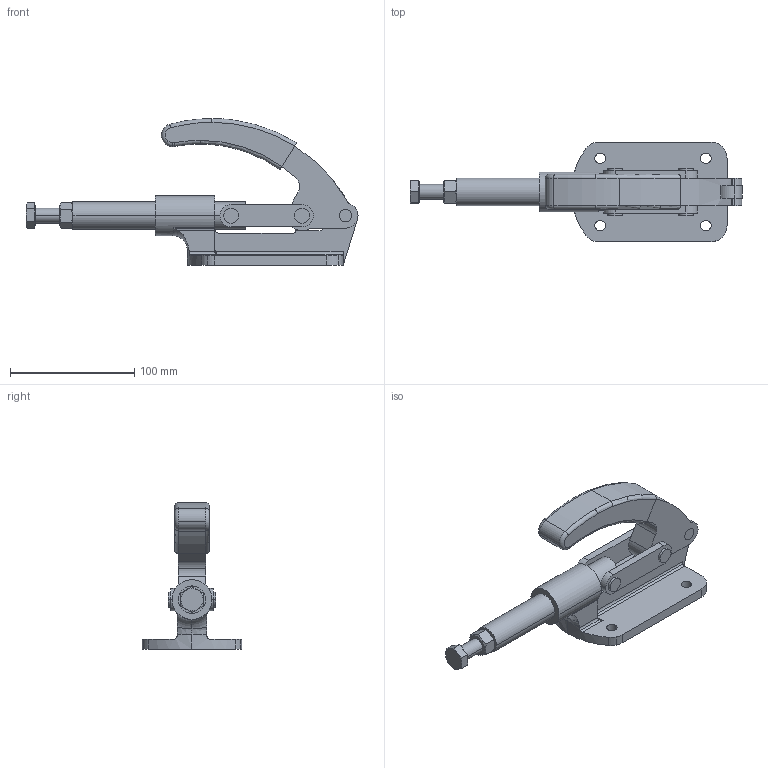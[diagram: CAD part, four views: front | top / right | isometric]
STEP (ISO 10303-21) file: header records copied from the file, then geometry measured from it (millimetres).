
FILE_DESCRIPTION((''),'2;1');
FILE_NAME('CP7.stp','2004-02-06T12:36:21',('Administrator'),(''),'Autodesk Inventor (R) 6.0','Autodesk Inventor (R) 6.0','');
FILE_SCHEMA(('AUTOMOTIVE_DESIGN { 1 0 10303 214 1 1 1 1 }'));
Length unit declared in the file: millimetre
Products named in the file (12): CP7; CP71; CP72; CP73; CP74; CP75; CP76; CP77; CP78; CP79; CP710; CP711
Assembly tree (11 placements, depth 2):
  CP7
    CP71
    CP72
    CP73
    CP74
    CP75
    CP76
    CP77
    CP78
    CP79
    CP710
    CP711
Bounding box: 266.75 x 80 x 118 mm (x, y, z)
Volume: 348251.7 mm3; surface area: 95082.9 mm2
Topology: 11 solids, 11 shells, 226 faces, 574 edges, 375 vertices
Faces by surface type: cylinder 126, plane 67, cone 16, torus 14, bspline 3
Entity records: 7659 total; most frequent: CARTESIAN_POINT 1715, DIRECTION 1288, ORIENTED_EDGE 1148, EDGE_CURVE 574, AXIS2_PLACEMENT_3D 530, VERTEX_POINT 375, CIRCLE 280, EDGE_LOOP 263
